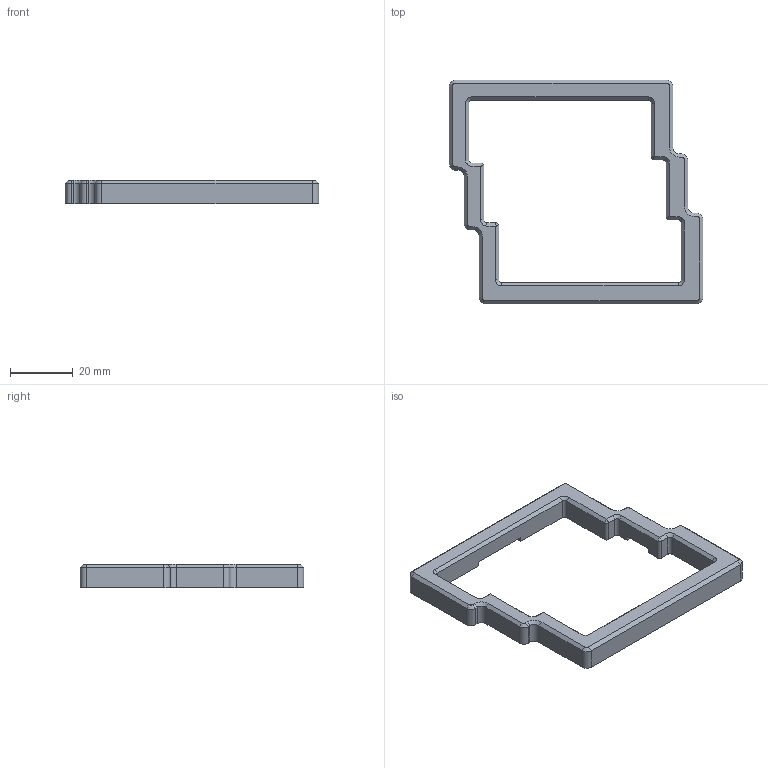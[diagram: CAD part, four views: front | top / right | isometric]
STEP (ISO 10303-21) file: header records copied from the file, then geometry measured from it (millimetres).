
FILE_DESCRIPTION(/* description */ (''),/* implementation_level */ '2;1');
FILE_NAME(/* name */ 'Zoinks-Top.step',/* time_stamp */ '2020-03-14T21:29:45-04:00',/* author */ (''),/* organization */ (''),/* preprocessor_version */ 'ST-DEVELOPER v18',/* originating_system */ 'Autodesk Translation Framework v8.12.0.6',/* authorisation */ '');
FILE_SCHEMA (('AUTOMOTIVE_DESIGN { 1 0 10303 214 3 1 1 }'));
Length unit declared in the file: millimetre
Products named in the file (1): Top
Bounding box: 80.67 x 71.15 x 7.44 mm (x, y, z)
Volume: 12299.9 mm3; surface area: 7240.9 mm2
Topology: 1 solids, 1 shells, 122 faces, 308 edges, 188 vertices
Faces by surface type: plane 70, cylinder 28, cone 24
Full cylindrical faces by diameter (mm): 1.75 x4
Entity records: 3624 total; most frequent: DIRECTION 634, CARTESIAN_POINT 615, ORIENTED_EDGE 608, EDGE_CURVE 304, LINE 220, VECTOR 220, AXIS2_PLACEMENT_3D 207, VERTEX_POINT 188
